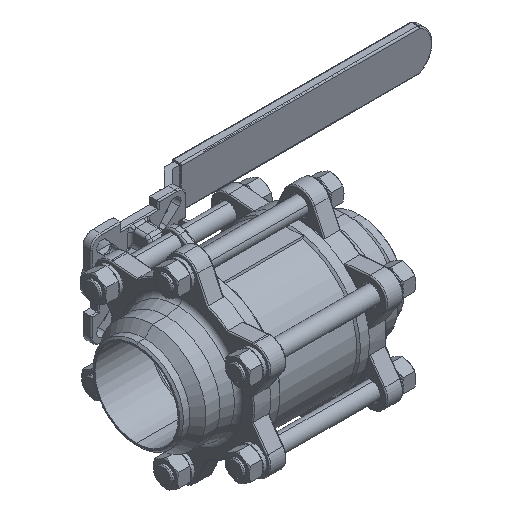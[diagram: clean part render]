
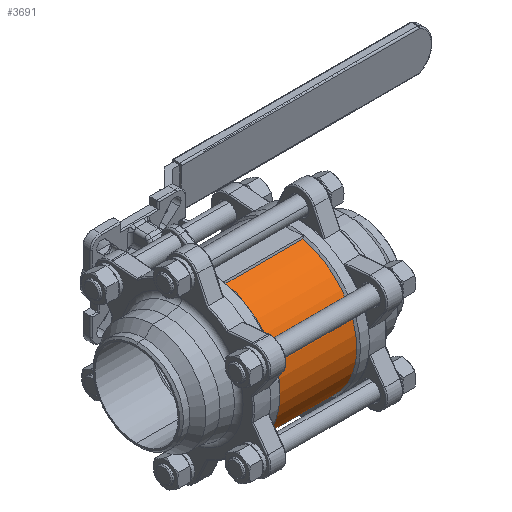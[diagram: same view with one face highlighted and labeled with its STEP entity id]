
A CAD part, isometric view. The second image highlights one B-rep face of the part: STEP entity #3691.
In plain terms, the highlighted cylindrical face has radius 68.7 mm (diameter 137.4 mm), a partial arc.
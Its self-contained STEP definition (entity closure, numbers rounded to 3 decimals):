
#282 = DIRECTION ( 'NONE',  ( 0., 0., 1. ) ) ;
#776 = EDGE_CURVE ( 'NONE', #18478, #18294, #4187, .T. ) ;
#1765 = DIRECTION ( 'NONE',  ( -1., 0., 0. ) ) ;
#1807 = EDGE_CURVE ( 'NONE', #10070, #18478, #6770, .T. ) ;
#3505 = AXIS2_PLACEMENT_3D ( 'NONE', #25206, #12779, #282 ) ;
#3691 = ADVANCED_FACE ( 'NONE', ( #15699 ), #25372, .T. ) ;
#3943 = ORIENTED_EDGE ( 'NONE', *, *, #1807, .T. ) ;
#4187 = CIRCLE ( 'NONE', #24287, 68.7 ) ;
#4440 = DIRECTION ( 'NONE',  ( -1., 0., 0. ) ) ;
#4535 = CARTESIAN_POINT ( 'NONE',  ( -90., 0., 0. ) ) ;
#5057 = VECTOR ( 'NONE', #12947, 1000. ) ;
#5529 = EDGE_CURVE ( 'NONE', #10070, #22474, #11001, .T. ) ;
#6770 = LINE ( 'NONE', #10605, #7414 ) ;
#7414 = VECTOR ( 'NONE', #15813, 1000. ) ;
#7971 = EDGE_CURVE ( 'NONE', #22474, #18294, #10572, .T. ) ;
#8409 = CARTESIAN_POINT ( 'NONE',  ( -37.9, -15.473, 66.935 ) ) ;
#9297 = ORIENTED_EDGE ( 'NONE', *, *, #7971, .F. ) ;
#10070 = VERTEX_POINT ( 'NONE', #24154 ) ;
#10300 = AXIS2_PLACEMENT_3D ( 'NONE', #4535, #4440, #23169 ) ;
#10572 = LINE ( 'NONE', #23534, #5057 ) ;
#10605 = CARTESIAN_POINT ( 'NONE',  ( -90., -15.473, -66.935 ) ) ;
#10786 = EDGE_LOOP ( 'NONE', ( #25166, #3943, #21552, #9297 ) ) ;
#11001 = CIRCLE ( 'NONE', #3505, 68.7 ) ;
#12779 = DIRECTION ( 'NONE',  ( -1., 0., 0. ) ) ;
#12947 = DIRECTION ( 'NONE',  ( 1., 0., 0. ) ) ;
#15699 = FACE_OUTER_BOUND ( 'NONE', #10786, .T. ) ;
#15813 = DIRECTION ( 'NONE',  ( 1., 0., 0. ) ) ;
#16170 = CARTESIAN_POINT ( 'NONE',  ( 37.9, -15.473, -66.935 ) ) ;
#18294 = VERTEX_POINT ( 'NONE', #23838 ) ;
#18478 = VERTEX_POINT ( 'NONE', #16170 ) ;
#20995 = DIRECTION ( 'NONE',  ( 0., 0., 1. ) ) ;
#21552 = ORIENTED_EDGE ( 'NONE', *, *, #776, .T. ) ;
#22474 = VERTEX_POINT ( 'NONE', #8409 ) ;
#23169 = DIRECTION ( 'NONE',  ( 0., 0., 1. ) ) ;
#23534 = CARTESIAN_POINT ( 'NONE',  ( -90., -15.473, 66.935 ) ) ;
#23838 = CARTESIAN_POINT ( 'NONE',  ( 37.9, -15.473, 66.935 ) ) ;
#24140 = CARTESIAN_POINT ( 'NONE',  ( 37.9, 0., 0. ) ) ;
#24154 = CARTESIAN_POINT ( 'NONE',  ( -37.9, -15.473, -66.935 ) ) ;
#24287 = AXIS2_PLACEMENT_3D ( 'NONE', #24140, #1765, #20995 ) ;
#25166 = ORIENTED_EDGE ( 'NONE', *, *, #5529, .F. ) ;
#25206 = CARTESIAN_POINT ( 'NONE',  ( -37.9, 0., 0. ) ) ;
#25372 = CYLINDRICAL_SURFACE ( 'NONE', #10300, 68.7 ) ;
